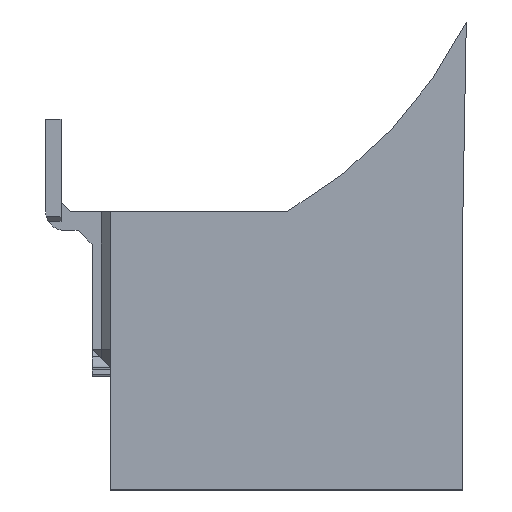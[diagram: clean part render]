
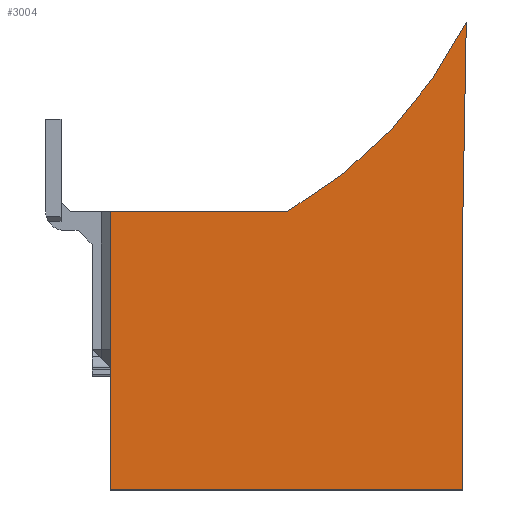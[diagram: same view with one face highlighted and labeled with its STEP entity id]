
A CAD part, left-side view. The second image highlights one B-rep face of the part: STEP entity #3004.
In plain terms, the highlighted planar face has unit normal (-1, 0, 0).
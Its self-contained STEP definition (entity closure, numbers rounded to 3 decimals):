
#67 = DIRECTION ( 'NONE',  ( 0., 0., 1. ) ) ;
#81 = DIRECTION ( 'NONE',  ( -1., 0., 0. ) ) ;
#88 = LINE ( 'NONE', #235, #1696 ) ;
#90 = FACE_OUTER_BOUND ( 'NONE', #910, .T. ) ;
#100 = DIRECTION ( 'NONE',  ( 0., 1., 0. ) ) ;
#104 = CARTESIAN_POINT ( 'NONE',  ( -16.786, -38., 2.052 ) ) ;
#115 = VERTEX_POINT ( 'NONE', #1144 ) ;
#118 = PLANE ( 'NONE',  #3066 ) ;
#125 = ORIENTED_EDGE ( 'NONE', *, *, #2322, .F. ) ;
#235 = CARTESIAN_POINT ( 'NONE',  ( -16.786, 0., 2.052 ) ) ;
#249 = AXIS2_PLACEMENT_3D ( 'NONE', #558, #81, #67 ) ;
#279 = VERTEX_POINT ( 'NONE', #2179 ) ;
#287 = DIRECTION ( 'NONE',  ( 0., 1., 0. ) ) ;
#289 = LINE ( 'NONE', #104, #1580 ) ;
#365 = CIRCLE ( 'NONE', #249, 48.572 ) ;
#528 = CARTESIAN_POINT ( 'NONE',  ( -16.786, -10., 30.052 ) ) ;
#558 = CARTESIAN_POINT ( 'NONE',  ( -16.786, 5.098, 72.224 ) ) ;
#773 = VERTEX_POINT ( 'NONE', #2283 ) ;
#910 = EDGE_LOOP ( 'NONE', ( #2840, #2374, #125, #2695, #2776, #2520 ) ) ;
#942 = CARTESIAN_POINT ( 'NONE',  ( -16.786, -38., 0.052 ) ) ;
#1144 = CARTESIAN_POINT ( 'NONE',  ( -16.786, 0., 30.052 ) ) ;
#1355 = LINE ( 'NONE', #2235, #1508 ) ;
#1379 = EDGE_CURVE ( 'NONE', #3001, #2775, #1660, .T. ) ;
#1508 = VECTOR ( 'NONE', #100, 1000. ) ;
#1580 = VECTOR ( 'NONE', #2256, 1000. ) ;
#1660 = LINE ( 'NONE', #2614, #2199 ) ;
#1696 = VECTOR ( 'NONE', #2406, 1000. ) ;
#1898 = EDGE_CURVE ( 'NONE', #773, #115, #88, .T. ) ;
#2062 = CARTESIAN_POINT ( 'NONE',  ( -16.786, -38., 2.052 ) ) ;
#2141 = EDGE_CURVE ( 'NONE', #279, #115, #2463, .T. ) ;
#2179 = CARTESIAN_POINT ( 'NONE',  ( -16.786, -19., 30.052 ) ) ;
#2199 = VECTOR ( 'NONE', #2843, 1000. ) ;
#2205 = CARTESIAN_POINT ( 'NONE',  ( -16.786, -38., 30.052 ) ) ;
#2235 = CARTESIAN_POINT ( 'NONE',  ( -16.786, -97.034, 0.052 ) ) ;
#2256 = DIRECTION ( 'NONE',  ( 0., 0., 1. ) ) ;
#2283 = CARTESIAN_POINT ( 'NONE',  ( -16.786, 0., 0.052 ) ) ;
#2322 = EDGE_CURVE ( 'NONE', #279, #3001, #365, .T. ) ;
#2374 = ORIENTED_EDGE ( 'NONE', *, *, #1379, .F. ) ;
#2406 = DIRECTION ( 'NONE',  ( 0., 0., 1. ) ) ;
#2429 = EDGE_CURVE ( 'NONE', #2734, #2775, #289, .T. ) ;
#2463 = LINE ( 'NONE', #528, #2639 ) ;
#2520 = ORIENTED_EDGE ( 'NONE', *, *, #2944, .F. ) ;
#2523 = DIRECTION ( 'NONE',  ( -1., 0., 0. ) ) ;
#2614 = CARTESIAN_POINT ( 'NONE',  ( -16.786, -38., 30.052 ) ) ;
#2639 = VECTOR ( 'NONE', #287, 1000. ) ;
#2695 = ORIENTED_EDGE ( 'NONE', *, *, #2141, .T. ) ;
#2734 = VERTEX_POINT ( 'NONE', #942 ) ;
#2759 = DIRECTION ( 'NONE',  ( 0., 0., 1. ) ) ;
#2775 = VERTEX_POINT ( 'NONE', #2205 ) ;
#2776 = ORIENTED_EDGE ( 'NONE', *, *, #1898, .F. ) ;
#2780 = CARTESIAN_POINT ( 'NONE',  ( -16.786, -38.361, 50.533 ) ) ;
#2840 = ORIENTED_EDGE ( 'NONE', *, *, #2429, .T. ) ;
#2843 = DIRECTION ( 'NONE',  ( 0., 0.018, -1. ) ) ;
#2944 = EDGE_CURVE ( 'NONE', #2734, #773, #1355, .T. ) ;
#3001 = VERTEX_POINT ( 'NONE', #2780 ) ;
#3004 = ADVANCED_FACE ( 'NONE', ( #90 ), #118, .T. ) ;
#3066 = AXIS2_PLACEMENT_3D ( 'NONE', #2062, #2523, #2759 ) ;
